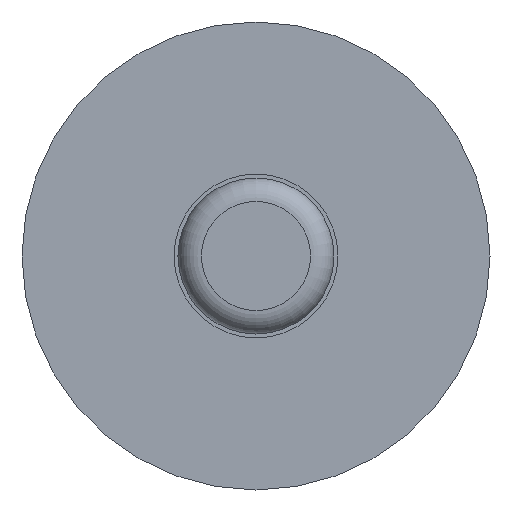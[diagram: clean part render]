
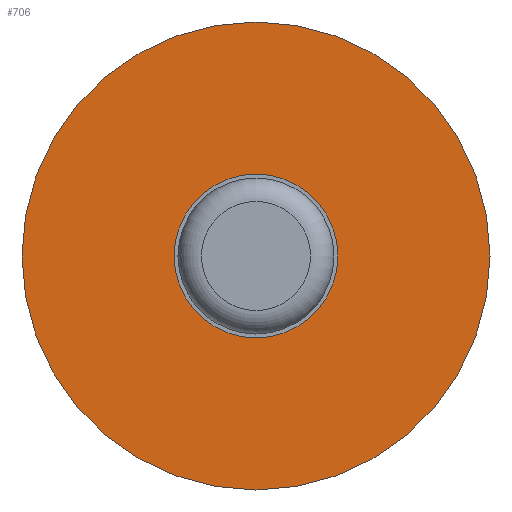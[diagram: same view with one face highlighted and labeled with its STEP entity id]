
A CAD part, left-side view. The second image highlights one B-rep face of the part: STEP entity #706.
In plain terms, the highlighted planar face has unit normal (-1, 0, 0).
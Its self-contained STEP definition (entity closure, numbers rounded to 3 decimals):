
#23 = VERTEX_POINT ( 'NONE', #120 ) ;
#62 = EDGE_CURVE ( 'NONE', #893, #893, #490, .T. ) ;
#120 = CARTESIAN_POINT ( 'NONE',  ( 0., -5.25, 0. ) ) ;
#128 = FACE_OUTER_BOUND ( 'NONE', #886, .T. ) ;
#135 = AXIS2_PLACEMENT_3D ( 'NONE', #635, #977, #1063 ) ;
#147 = DIRECTION ( 'NONE',  ( 0., -1., 0. ) ) ;
#148 = ORIENTED_EDGE ( 'NONE', *, *, #324, .T. ) ;
#312 = CARTESIAN_POINT ( 'NONE',  ( 0., 0., 0. ) ) ;
#323 = ORIENTED_EDGE ( 'NONE', *, *, #62, .T. ) ;
#324 = EDGE_CURVE ( 'NONE', #23, #23, #1071, .T. ) ;
#421 = CARTESIAN_POINT ( 'NONE',  ( 0., 0., 0. ) ) ;
#439 = CARTESIAN_POINT ( 'NONE',  ( 0., -15., 0. ) ) ;
#490 = CIRCLE ( 'NONE', #1027, 15. ) ;
#606 = DIRECTION ( 'NONE',  ( -1., 0., 0. ) ) ;
#617 = DIRECTION ( 'NONE',  ( 0., -1., 0. ) ) ;
#635 = CARTESIAN_POINT ( 'NONE',  ( 0., 0., 0. ) ) ;
#670 = DIRECTION ( 'NONE',  ( 1., 0., 0. ) ) ;
#706 = ADVANCED_FACE ( 'NONE', ( #895, #128 ), #727, .T. ) ;
#727 = PLANE ( 'NONE',  #135 ) ;
#858 = AXIS2_PLACEMENT_3D ( 'NONE', #312, #670, #147 ) ;
#886 = EDGE_LOOP ( 'NONE', ( #323 ) ) ;
#893 = VERTEX_POINT ( 'NONE', #439 ) ;
#895 = FACE_BOUND ( 'NONE', #1065, .T. ) ;
#977 = DIRECTION ( 'NONE',  ( -1., 0., 0. ) ) ;
#1027 = AXIS2_PLACEMENT_3D ( 'NONE', #421, #606, #617 ) ;
#1063 = DIRECTION ( 'NONE',  ( 0., 0., 1. ) ) ;
#1065 = EDGE_LOOP ( 'NONE', ( #148 ) ) ;
#1071 = CIRCLE ( 'NONE', #858, 5.25 ) ;
